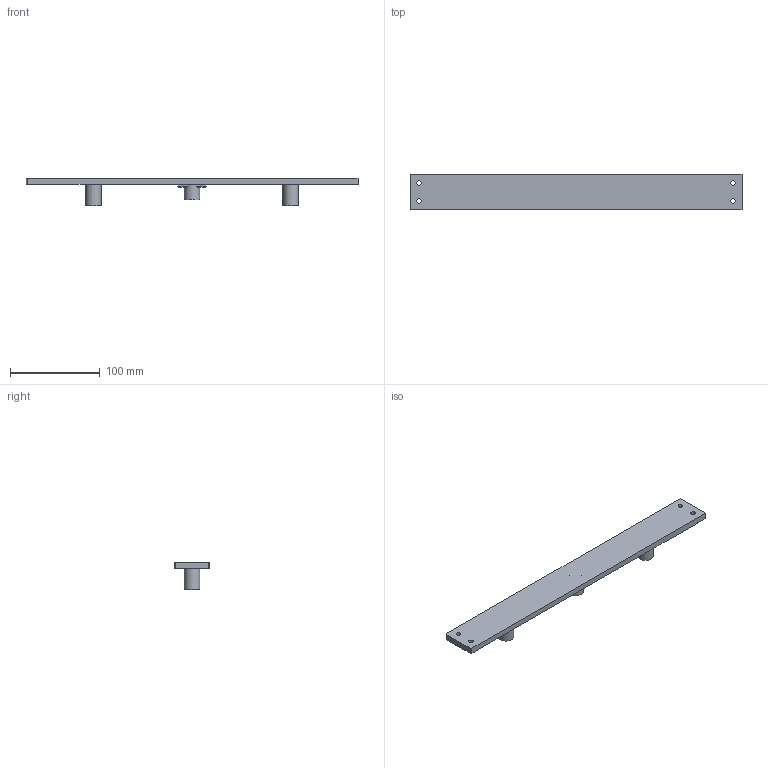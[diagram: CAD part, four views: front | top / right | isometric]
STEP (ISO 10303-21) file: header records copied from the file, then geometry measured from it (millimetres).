
FILE_DESCRIPTION(/* description */ (''),/* implementation_level */ '2;1');
FILE_NAME(/* name */ 'bed bracket.step',/* time_stamp */ '2026-01-06T23:04:10-06:00',/* author */ (''),/* organization */ (''),/* preprocessor_version */ 'ST-DEVELOPER v20.1',/* originating_system */ 'Autodesk Translation Framework v14.21.0.0',/* authorisation */ '');
FILE_SCHEMA (('AUTOMOTIVE_DESIGN { 1 0 10303 214 3 1 1 }'));
Length unit declared in the file: millimetre
Products named in the file (1): bed bracket
Bounding box: 370 x 40 x 31 mm (x, y, z)
Volume: 105960.1 mm3; surface area: 42602 mm2
Topology: 1 solids, 1 shells, 46 faces, 199 edges, 162 vertices
Faces by surface type: plane 28, cylinder 18
Full cylindrical faces by diameter (mm): 5 x4, 15.2 x3, 17.2 x3
Entity records: 2228 total; most frequent: CARTESIAN_POINT 452, ORIENTED_EDGE 398, DIRECTION 325, EDGE_CURVE 199, VERTEX_POINT 162, LINE 159, VECTOR 159, AXIS2_PLACEMENT_3D 83
